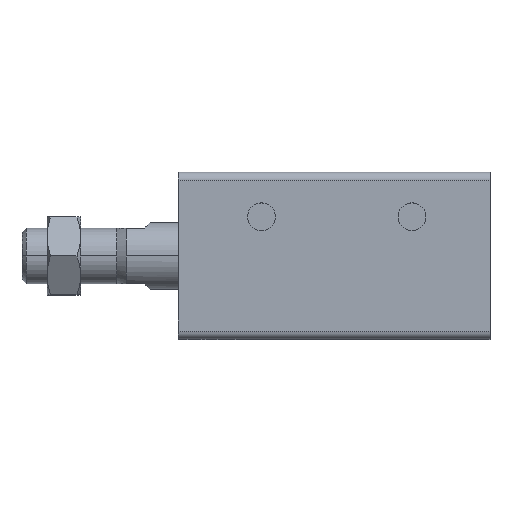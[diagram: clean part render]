
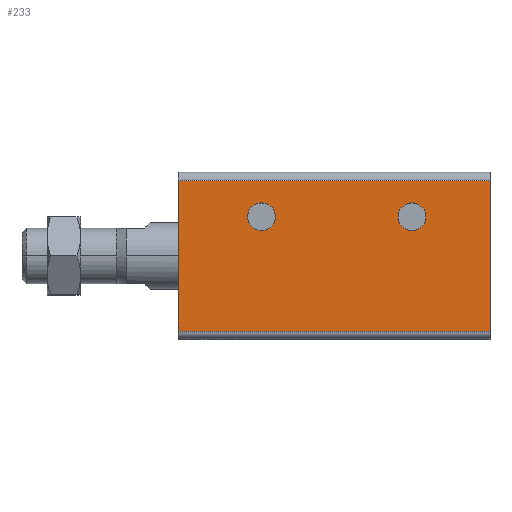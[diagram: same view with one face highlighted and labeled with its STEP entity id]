
A CAD part, top view. The second image highlights one B-rep face of the part: STEP entity #233.
In plain terms, the highlighted planar face has unit normal (0, 0, 1).
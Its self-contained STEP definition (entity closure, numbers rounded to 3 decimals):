
#233=ADVANCED_FACE('',(#1196,#1197,#1198),#1195,.F.);
#1195=PLANE('',#2813);
#1196=FACE_OUTER_BOUND('',#2814,.T.);
#1197=FACE_BOUND('',#2815,.T.);
#1198=FACE_BOUND('',#2816,.T.);
#2810=CARTESIAN_POINT('',(61.6,-16.2,19.));
#2811=DIRECTION('',(0.,0.,-1.));
#2812=DIRECTION('',(-1.,0.,0.));
#2813=AXIS2_PLACEMENT_3D('',#2810,#2811,#2812);
#2814=EDGE_LOOP('',(#3832,#3833,#3834,#3835));
#2815=EDGE_LOOP('',(#3836,#3837));
#2816=EDGE_LOOP('',(#3838,#3839));
#3832=ORIENTED_EDGE('',*,*,#4679,.T.);
#3833=ORIENTED_EDGE('',*,*,#4678,.F.);
#3834=ORIENTED_EDGE('',*,*,#4581,.F.);
#3835=ORIENTED_EDGE('',*,*,#4680,.T.);
#3836=ORIENTED_EDGE('',*,*,#4681,.F.);
#3837=ORIENTED_EDGE('',*,*,#4682,.F.);
#3838=ORIENTED_EDGE('',*,*,#4683,.F.);
#3839=ORIENTED_EDGE('',*,*,#4684,.F.);
#4581=EDGE_CURVE('',#6007,#6014,#6015,.T.);
#4678=EDGE_CURVE('',#6014,#6665,#6672,.T.);
#4679=EDGE_CURVE('',#6678,#6665,#6679,.T.);
#4680=EDGE_CURVE('',#6007,#6678,#6685,.T.);
#4681=EDGE_CURVE('',#6691,#6692,#6693,.T.);
#4682=EDGE_CURVE('',#6692,#6691,#6699,.T.);
#4683=EDGE_CURVE('',#6705,#6706,#6707,.T.);
#4684=EDGE_CURVE('',#6706,#6705,#6713,.T.);
#6007=VERTEX_POINT('',#8972);
#6014=VERTEX_POINT('',#8977);
#6015=LINE('',#8978,#8979);
#6665=VERTEX_POINT('',#9412);
#6672=LINE('',#9417,#9418);
#6678=VERTEX_POINT('',#9420);
#6679=LINE('',#9421,#9422);
#6685=LINE('',#9424,#9425);
#6691=VERTEX_POINT('',#9427);
#6692=VERTEX_POINT('',#9428);
#6693=CIRCLE('',#9432,2.5);
#6699=CIRCLE('',#9436,2.5);
#6705=VERTEX_POINT('',#9437);
#6706=VERTEX_POINT('',#9438);
#6707=CIRCLE('',#9442,2.5);
#6713=CIRCLE('',#9446,2.5);
#8972=CARTESIAN_POINT('',(56.,13.5,19.));
#8977=CARTESIAN_POINT('',(56.,-13.5,19.));
#8978=CARTESIAN_POINT('',(56.,13.5,19.));
#8979=VECTOR('',#8980,27.);
#8980=DIRECTION('',(0.,-1.,0.));
#9412=CARTESIAN_POINT('',(0.,-13.5,19.));
#9417=CARTESIAN_POINT('',(56.,-13.5,19.));
#9418=VECTOR('',#9419,56.);
#9419=DIRECTION('',(-1.,0.,0.));
#9420=CARTESIAN_POINT('',(0.,13.5,19.));
#9421=CARTESIAN_POINT('',(0.,13.5,19.));
#9422=VECTOR('',#9423,27.);
#9423=DIRECTION('',(0.,-1.,0.));
#9424=CARTESIAN_POINT('',(56.,13.5,19.));
#9425=VECTOR('',#9426,56.);
#9426=DIRECTION('',(-1.,0.,0.));
#9427=CARTESIAN_POINT('',(17.5,7.,19.));
#9428=CARTESIAN_POINT('',(12.5,7.,19.));
#9429=CARTESIAN_POINT('',(15.,7.,19.));
#9430=DIRECTION('',(0.,0.,1.));
#9431=DIRECTION('',(-1.,0.,0.));
#9432=AXIS2_PLACEMENT_3D('',#9429,#9430,#9431);
#9433=CARTESIAN_POINT('',(15.,7.,19.));
#9434=DIRECTION('',(0.,0.,1.));
#9435=DIRECTION('',(-1.,0.,0.));
#9436=AXIS2_PLACEMENT_3D('',#9433,#9434,#9435);
#9437=CARTESIAN_POINT('',(44.5,7.,19.));
#9438=CARTESIAN_POINT('',(39.5,7.,19.));
#9439=CARTESIAN_POINT('',(42.,7.,19.));
#9440=DIRECTION('',(0.,0.,1.));
#9441=DIRECTION('',(-1.,0.,0.));
#9442=AXIS2_PLACEMENT_3D('',#9439,#9440,#9441);
#9443=CARTESIAN_POINT('',(42.,7.,19.));
#9444=DIRECTION('',(0.,0.,1.));
#9445=DIRECTION('',(-1.,0.,0.));
#9446=AXIS2_PLACEMENT_3D('',#9443,#9444,#9445);
